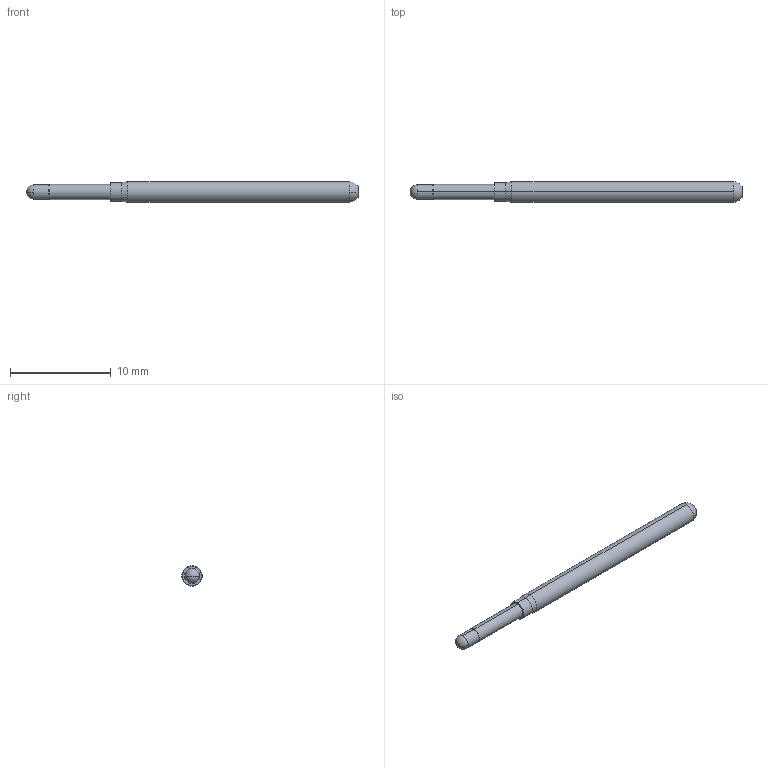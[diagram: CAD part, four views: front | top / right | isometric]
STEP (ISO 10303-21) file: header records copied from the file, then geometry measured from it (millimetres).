
FILE_DESCRIPTION (( 'STEP AP214' ), '1' );
FILE_NAME ('125-PR_2540_.STEP', '2012-05-16T10:32:28', ( 'Authorized User' ), ( '' ), 'SwSTEP 2.0', 'SolidWorks 2012', '' );
FILE_SCHEMA (( 'AUTOMOTIVE_DESIGN' ));
Length unit declared in the file: inch
Products named in the file (1): 125-PR_2540_
Bounding box: 33.02 x 2.03 x 2.03 mm (x, y, z)
Volume: 92.8 mm3; surface area: 197.9 mm2
Topology: 1 solids, 1 shells, 18 faces, 42 edges, 23 vertices
Faces by surface type: cylinder 8, cone 4, sphere 4, plane 2
Entity records: 532 total; most frequent: DIRECTION 102, CARTESIAN_POINT 80, ORIENTED_EDGE 76, AXIS2_PLACEMENT_3D 45, EDGE_CURVE 38, CIRCLE 26, VERTEX_POINT 23, EDGE_LOOP 19
